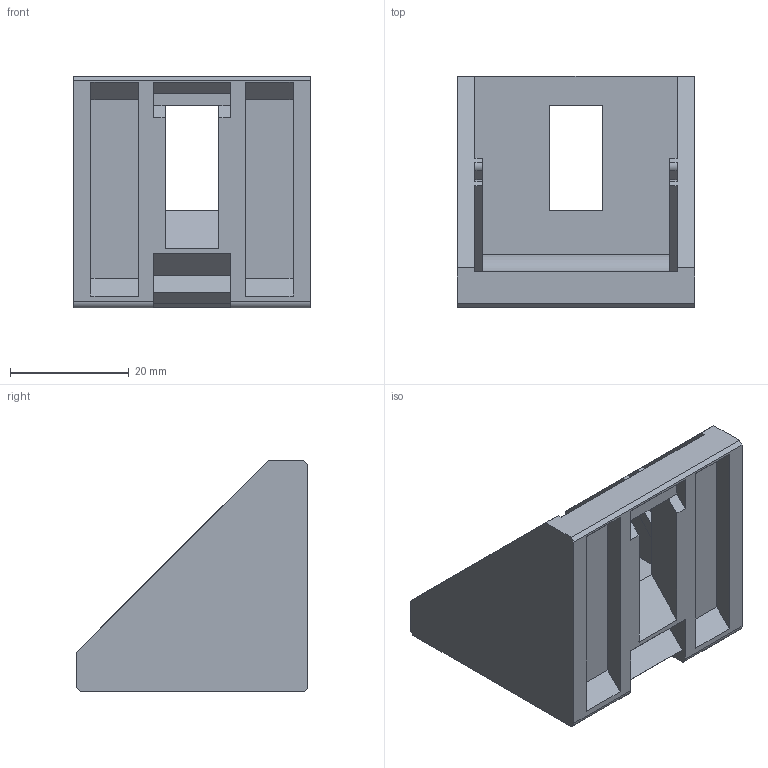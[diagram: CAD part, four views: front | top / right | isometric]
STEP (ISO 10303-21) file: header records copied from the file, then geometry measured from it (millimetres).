
FILE_DESCRIPTION( ( 'STEP AP214' ), '1' );
FILE_NAME( '093W402.stp', '2021-07-09T07:54:01', ( 'License CC BY-ND 4.0' ), ( 'CADENAS' ), ' ', 'PARTsolutions', ' ' );
FILE_SCHEMA( ( 'AUTOMOTIVE_DESIGN { 1 0 10303 214 1 1 1 1 }' ) );
Length unit declared in the file: millimetre
Products named in the file (2): 093W402; _093W402-1
Assembly tree (1 placements, depth 2):
  093W402
    _093W402-1
Bounding box: 40 x 39 x 39 mm (x, y, z)
Volume: 14996.7 mm3; surface area: 10319.7 mm2
Topology: 1 solids, 1 shells, 84 faces, 230 edges, 152 vertices
Faces by surface type: plane 75, cylinder 9
Entity records: 3338 total; most frequent: CARTESIAN_POINT 468, ORIENTED_EDGE 460, DIRECTION 420, EDGE_CURVE 230, LINE 212, VECTOR 212, VERTEX_POINT 152, AXIS2_PLACEMENT_3D 104
